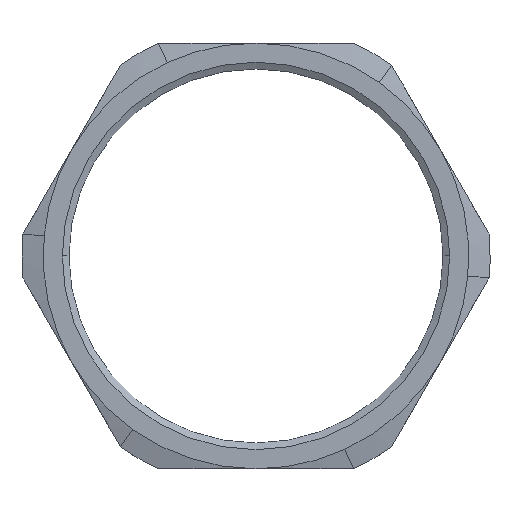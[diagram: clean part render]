
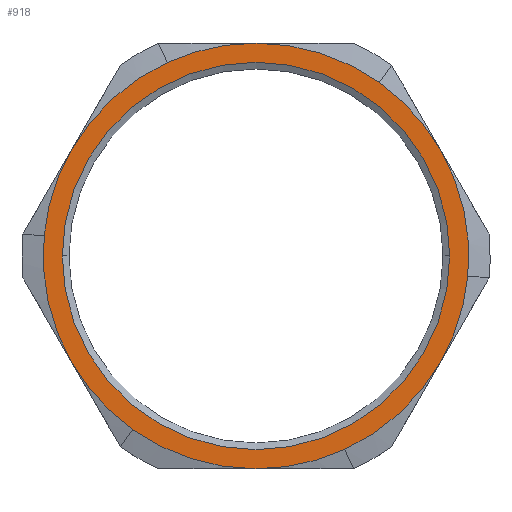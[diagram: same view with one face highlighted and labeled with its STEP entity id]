
A CAD part, top view. The second image highlights one B-rep face of the part: STEP entity #918.
In plain terms, the highlighted planar face has unit normal (0, 0, 1).
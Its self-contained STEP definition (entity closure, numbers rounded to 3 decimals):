
#11 = CARTESIAN_POINT ( 'NONE',  ( 0., -35., 6.7 ) ) ;
#15 = EDGE_CURVE ( 'NONE', #150, #827, #148, .T. ) ;
#22 = EDGE_LOOP ( 'NONE', ( #803, #1461 ) ) ;
#61 = CARTESIAN_POINT ( 'NONE',  ( 0., 0., 6.7 ) ) ;
#73 = AXIS2_PLACEMENT_3D ( 'NONE', #490, #939, #1058 ) ;
#75 = CARTESIAN_POINT ( 'NONE',  ( 0., 0., 6.7 ) ) ;
#79 = CARTESIAN_POINT ( 'NONE',  ( 0., 0., 6.7 ) ) ;
#91 = VERTEX_POINT ( 'NONE', #987 ) ;
#93 = EDGE_CURVE ( 'NONE', #1157, #585, #411, .T. ) ;
#118 = CARTESIAN_POINT ( 'NONE',  ( 0., 0., 6.7 ) ) ;
#140 = EDGE_LOOP ( 'NONE', ( #598, #750, #1151, #252, #853, #965, #1428, #1243, #1101, #192, #1250, #653 ) ) ;
#141 = CARTESIAN_POINT ( 'NONE',  ( 0., 0., 6.7 ) ) ;
#148 = CIRCLE ( 'NONE', #1351, 35. ) ;
#150 = VERTEX_POINT ( 'NONE', #882 ) ;
#175 = AXIS2_PLACEMENT_3D ( 'NONE', #589, #895, #573 ) ;
#178 = DIRECTION ( 'NONE',  ( 0., 0., -1. ) ) ;
#192 = ORIENTED_EDGE ( 'NONE', *, *, #1462, .F. ) ;
#205 = DIRECTION ( 'NONE',  ( 0., 0., 1. ) ) ;
#241 = DIRECTION ( 'NONE',  ( -1., 0., 0. ) ) ;
#249 = EDGE_CURVE ( 'NONE', #1036, #778, #1447, .T. ) ;
#252 = ORIENTED_EDGE ( 'NONE', *, *, #353, .F. ) ;
#266 = VERTEX_POINT ( 'NONE', #1133 ) ;
#288 = CIRCLE ( 'NONE', #294, 35. ) ;
#294 = AXIS2_PLACEMENT_3D ( 'NONE', #118, #928, #469 ) ;
#342 = CIRCLE ( 'NONE', #504, 31.853 ) ;
#353 = EDGE_CURVE ( 'NONE', #778, #721, #1186, .T. ) ;
#363 = CIRCLE ( 'NONE', #73, 35. ) ;
#384 = AXIS2_PLACEMENT_3D ( 'NONE', #1006, #205, #865 ) ;
#387 = DIRECTION ( 'NONE',  ( 0., 0., -1. ) ) ;
#392 = EDGE_CURVE ( 'NONE', #266, #1036, #1262, .T. ) ;
#411 = CIRCLE ( 'NONE', #1092, 35. ) ;
#412 = CARTESIAN_POINT ( 'NONE',  ( -30.311, -17.5, 6.7 ) ) ;
#425 = CARTESIAN_POINT ( 'NONE',  ( 30.311, 17.5, 6.7 ) ) ;
#465 = VERTEX_POINT ( 'NONE', #903 ) ;
#469 = DIRECTION ( 'NONE',  ( -0.417, 0.909, 0. ) ) ;
#482 = AXIS2_PLACEMENT_3D ( 'NONE', #1055, #961, #633 ) ;
#490 = CARTESIAN_POINT ( 'NONE',  ( 0., 0., 6.7 ) ) ;
#504 = AXIS2_PLACEMENT_3D ( 'NONE', #631, #1079, #1168 ) ;
#513 = CARTESIAN_POINT ( 'NONE',  ( 0., 0., 6.7 ) ) ;
#529 = AXIS2_PLACEMENT_3D ( 'NONE', #562, #1010, #241 ) ;
#562 = CARTESIAN_POINT ( 'NONE',  ( 0., 0., 6.7 ) ) ;
#573 = DIRECTION ( 'NONE',  ( -0.579, -0.815, 0. ) ) ;
#578 = CARTESIAN_POINT ( 'NONE',  ( -14.581, 31.818, 6.7 ) ) ;
#585 = VERTEX_POINT ( 'NONE', #1261 ) ;
#589 = CARTESIAN_POINT ( 'NONE',  ( 0., 0., 6.7 ) ) ;
#595 = DIRECTION ( 'NONE',  ( 0., 0., -1. ) ) ;
#598 = ORIENTED_EDGE ( 'NONE', *, *, #1084, .F. ) ;
#631 = CARTESIAN_POINT ( 'NONE',  ( 0., 0., 6.7 ) ) ;
#633 = DIRECTION ( 'NONE',  ( -0.579, -0.815, 0. ) ) ;
#638 = DIRECTION ( 'NONE',  ( 0.579, 0.815, 0. ) ) ;
#653 = ORIENTED_EDGE ( 'NONE', *, *, #93, .F. ) ;
#691 = CIRCLE ( 'NONE', #529, 31.853 ) ;
#701 = EDGE_CURVE ( 'NONE', #827, #266, #1330, .T. ) ;
#712 = CIRCLE ( 'NONE', #1209, 35. ) ;
#721 = VERTEX_POINT ( 'NONE', #412 ) ;
#722 = EDGE_CURVE ( 'NONE', #585, #756, #1189, .T. ) ;
#724 = DIRECTION ( 'NONE',  ( -0.996, 0.094, 0. ) ) ;
#732 = CARTESIAN_POINT ( 'NONE',  ( -20.265, -28.537, 6.7 ) ) ;
#749 = DIRECTION ( 'NONE',  ( 0., 0., -1. ) ) ;
#750 = ORIENTED_EDGE ( 'NONE', *, *, #1277, .F. ) ;
#756 = VERTEX_POINT ( 'NONE', #1289 ) ;
#778 = VERTEX_POINT ( 'NONE', #732 ) ;
#781 = DIRECTION ( 'NONE',  ( -0.417, 0.909, 0. ) ) ;
#783 = DIRECTION ( 'NONE',  ( 0.579, 0.815, 0. ) ) ;
#791 = AXIS2_PLACEMENT_3D ( 'NONE', #1062, #931, #943 ) ;
#803 = ORIENTED_EDGE ( 'NONE', *, *, #1389, .F. ) ;
#816 = AXIS2_PLACEMENT_3D ( 'NONE', #141, #595, #1295 ) ;
#827 = VERTEX_POINT ( 'NONE', #960 ) ;
#828 = DIRECTION ( 'NONE',  ( 0., 0., -1. ) ) ;
#832 = CIRCLE ( 'NONE', #1041, 35. ) ;
#850 = EDGE_CURVE ( 'NONE', #1203, #91, #342, .T. ) ;
#853 = ORIENTED_EDGE ( 'NONE', *, *, #249, .F. ) ;
#865 = DIRECTION ( 'NONE',  ( 1., 0., 0. ) ) ;
#882 = CARTESIAN_POINT ( 'NONE',  ( 34.846, -3.282, 6.7 ) ) ;
#895 = DIRECTION ( 'NONE',  ( 0., 0., -1. ) ) ;
#903 = CARTESIAN_POINT ( 'NONE',  ( -30.311, 17.5, 6.7 ) ) ;
#906 = CARTESIAN_POINT ( 'NONE',  ( 0., 0., 6.7 ) ) ;
#918 = ADVANCED_FACE ( 'NONE', ( #1345, #1235 ), #1124, .T. ) ;
#928 = DIRECTION ( 'NONE',  ( 0., 0., -1. ) ) ;
#931 = DIRECTION ( 'NONE',  ( 0., 0., -1. ) ) ;
#939 = DIRECTION ( 'NONE',  ( 0., 0., -1. ) ) ;
#943 = DIRECTION ( 'NONE',  ( 0.417, -0.909, 0. ) ) ;
#958 = DIRECTION ( 'NONE',  ( 0.996, -0.094, 0. ) ) ;
#960 = CARTESIAN_POINT ( 'NONE',  ( 30.311, -17.5, 6.7 ) ) ;
#961 = DIRECTION ( 'NONE',  ( 0., 0., -1. ) ) ;
#965 = ORIENTED_EDGE ( 'NONE', *, *, #392, .F. ) ;
#987 = CARTESIAN_POINT ( 'NONE',  ( -31.853, 0., 6.7 ) ) ;
#999 = VERTEX_POINT ( 'NONE', #425 ) ;
#1006 = CARTESIAN_POINT ( 'NONE',  ( 0., 0., 6.7 ) ) ;
#1010 = DIRECTION ( 'NONE',  ( 0., 0., 1. ) ) ;
#1036 = VERTEX_POINT ( 'NONE', #11 ) ;
#1041 = AXIS2_PLACEMENT_3D ( 'NONE', #513, #828, #958 ) ;
#1048 = CARTESIAN_POINT ( 'NONE',  ( -34.846, 3.282, 6.7 ) ) ;
#1053 = CARTESIAN_POINT ( 'NONE',  ( 0., 0., 6.7 ) ) ;
#1055 = CARTESIAN_POINT ( 'NONE',  ( 0., 0., 6.7 ) ) ;
#1058 = DIRECTION ( 'NONE',  ( -0.996, 0.094, 0. ) ) ;
#1062 = CARTESIAN_POINT ( 'NONE',  ( 0., 0., 6.7 ) ) ;
#1079 = DIRECTION ( 'NONE',  ( 0., 0., 1. ) ) ;
#1084 = EDGE_CURVE ( 'NONE', #465, #1157, #288, .T. ) ;
#1089 = CIRCLE ( 'NONE', #1327, 35. ) ;
#1092 = AXIS2_PLACEMENT_3D ( 'NONE', #79, #1336, #781 ) ;
#1101 = ORIENTED_EDGE ( 'NONE', *, *, #1340, .F. ) ;
#1124 = PLANE ( 'NONE',  #384 ) ;
#1128 = DIRECTION ( 'NONE',  ( 0., 0., -1. ) ) ;
#1133 = CARTESIAN_POINT ( 'NONE',  ( 14.581, -31.818, 6.7 ) ) ;
#1141 = AXIS2_PLACEMENT_3D ( 'NONE', #75, #749, #638 ) ;
#1151 = ORIENTED_EDGE ( 'NONE', *, *, #1219, .F. ) ;
#1157 = VERTEX_POINT ( 'NONE', #578 ) ;
#1168 = DIRECTION ( 'NONE',  ( -1., 0., 0. ) ) ;
#1178 = CARTESIAN_POINT ( 'NONE',  ( 31.853, 0., 6.7 ) ) ;
#1186 = CIRCLE ( 'NONE', #482, 35. ) ;
#1189 = CIRCLE ( 'NONE', #1141, 35. ) ;
#1203 = VERTEX_POINT ( 'NONE', #1178 ) ;
#1209 = AXIS2_PLACEMENT_3D ( 'NONE', #906, #1128, #783 ) ;
#1219 = EDGE_CURVE ( 'NONE', #721, #1337, #363, .T. ) ;
#1235 = FACE_OUTER_BOUND ( 'NONE', #140, .T. ) ;
#1243 = ORIENTED_EDGE ( 'NONE', *, *, #15, .F. ) ;
#1250 = ORIENTED_EDGE ( 'NONE', *, *, #722, .F. ) ;
#1261 = CARTESIAN_POINT ( 'NONE',  ( 0., 35., 6.7 ) ) ;
#1262 = CIRCLE ( 'NONE', #791, 35. ) ;
#1277 = EDGE_CURVE ( 'NONE', #1337, #465, #1089, .T. ) ;
#1289 = CARTESIAN_POINT ( 'NONE',  ( 20.265, 28.537, 6.7 ) ) ;
#1291 = DIRECTION ( 'NONE',  ( 0.996, -0.094, 0. ) ) ;
#1295 = DIRECTION ( 'NONE',  ( 0.417, -0.909, 0. ) ) ;
#1327 = AXIS2_PLACEMENT_3D ( 'NONE', #1053, #387, #724 ) ;
#1330 = CIRCLE ( 'NONE', #816, 35. ) ;
#1336 = DIRECTION ( 'NONE',  ( 0., 0., -1. ) ) ;
#1337 = VERTEX_POINT ( 'NONE', #1048 ) ;
#1340 = EDGE_CURVE ( 'NONE', #999, #150, #832, .T. ) ;
#1345 = FACE_BOUND ( 'NONE', #22, .T. ) ;
#1351 = AXIS2_PLACEMENT_3D ( 'NONE', #61, #178, #1291 ) ;
#1389 = EDGE_CURVE ( 'NONE', #91, #1203, #691, .T. ) ;
#1428 = ORIENTED_EDGE ( 'NONE', *, *, #701, .F. ) ;
#1447 = CIRCLE ( 'NONE', #175, 35. ) ;
#1461 = ORIENTED_EDGE ( 'NONE', *, *, #850, .F. ) ;
#1462 = EDGE_CURVE ( 'NONE', #756, #999, #712, .T. ) ;
